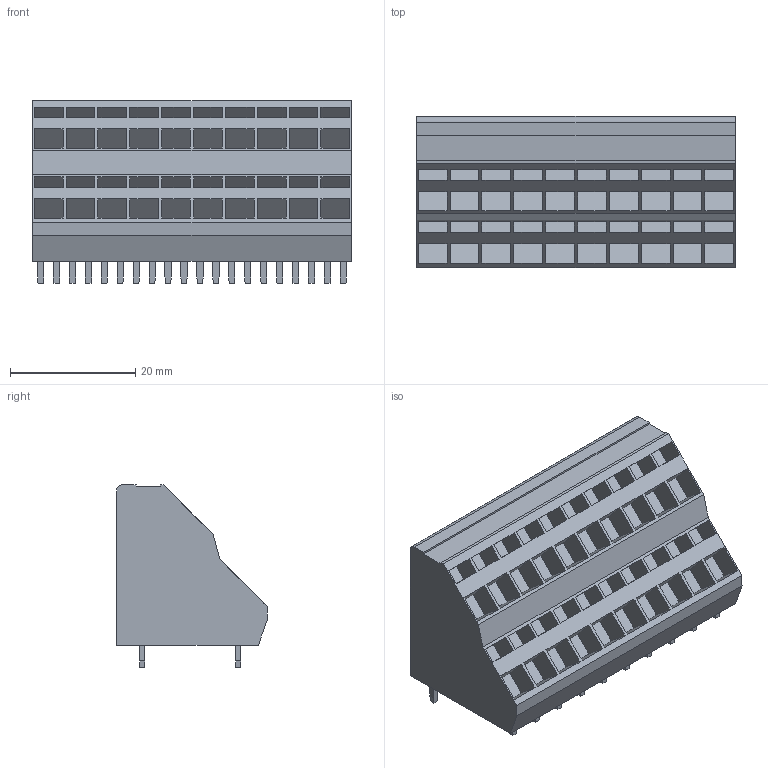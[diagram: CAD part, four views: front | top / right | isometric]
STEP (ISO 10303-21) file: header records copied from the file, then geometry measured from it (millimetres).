
FILE_DESCRIPTION(('CATIA V5 STEP Exchange','CAx-IF Rec.Pracs.--- Model Styling and Organization---1.2---2011-12-15'),'2;1');
FILE_NAME ('D1455572_0_1758020000_1758020000.stp','2018-09-07T09:33:24+00:00',('none'),('Weidmueller'),'CATIA Version 5-6 Release 2014','CATIA V5 STEP AP214','none');
FILE_SCHEMA(('AUTOMOTIVE_DESIGN { 1 0 10303 214 1 1 1 1 }'));
Length unit declared in the file: millimetre
Products named in the file (1): 1758020000
Bounding box: 50.8 x 24.05 x 29.1 mm (x, y, z)
Volume: 20577.6 mm3; surface area: 8103.6 mm2
Topology: 21 solids, 21 shells, 375 faces, 959 edges, 666 vertices
Faces by surface type: plane 374, cylinder 1
Entity records: 10162 total; most frequent: ORIENTED_EDGE 1918, CARTESIAN_POINT 1813, DIRECTION 1273, EDGE_CURVE 959, VECTOR 937, LINE 937, VERTEX_POINT 666, EDGE_LOOP 415
